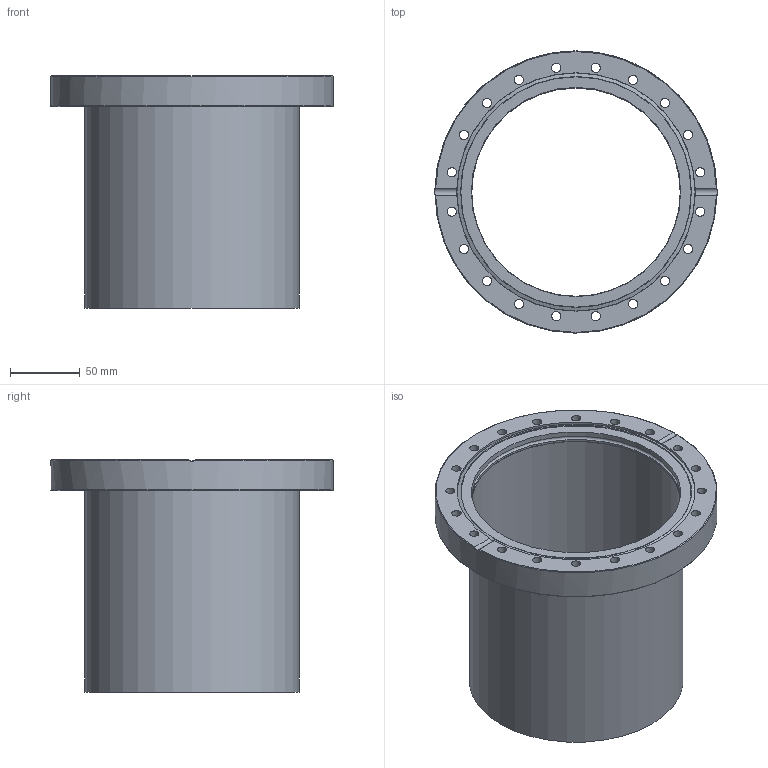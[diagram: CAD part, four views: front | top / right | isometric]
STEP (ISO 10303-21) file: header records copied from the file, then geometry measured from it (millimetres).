
FILE_DESCRIPTION((''),'2;1');
FILE_NAME('TU150RT-316LNS.stp','2009-04-09T13:04:24',('hasers'),(''),'Autodesk Inventor 2008','Autodesk Inventor 2008','');
FILE_SCHEMA(('AUTOMOTIVE_DESIGN { 1 0 10303 214 1 1 1 1 }'));
Length unit declared in the file: millimetre
Products named in the file (4): TU150RT-316LNS; CF-R [Subject [Summary]=-316LNS][Title [Summary]=F150RIB154]; CF-R [Subject [Summary]=-316LNS][Title [Summary]=F150ROT]; Rohre [Subject [Summary]=normal][Keywords [Summary]=1.4404][Title [Summary]=154x2,0 (0,5m)]_2
Assembly tree (3 placements, depth 2):
  TU150RT-316LNS
    CF-R [Subject [Summary]=-316LNS][Title [Summary]=F150RIB154]
    CF-R [Subject [Summary]=-316LNS][Title [Summary]=F150ROT]
    Rohre [Subject [Summary]=normal][Keywords [Summary]=1.4404][Title [Summary]=154x2,0 (0,5m)]_2
Bounding box: 203 x 203 x 167 mm (x, y, z)
Volume: 424754.6 mm3; surface area: 235744.8 mm2
Topology: 3 solids, 3 shells, 53 faces, 150 edges, 104 vertices
Faces by surface type: bspline 28, torus 8, plane 7, cylinder 7, cone 3
Full cylindrical faces by diameter (mm): 150 x1, 154 x1, 171.3 x1, 172.1 x1, 203 x1
Entity records: 1984 total; most frequent: CARTESIAN_POINT 790, DIRECTION 212, ORIENTED_EDGE 168, EDGE_LOOP 140, AXIS2_PLACEMENT_3D 104, FACE_BOUND 87, EDGE_CURVE 84, VERTEX_POINT 78
